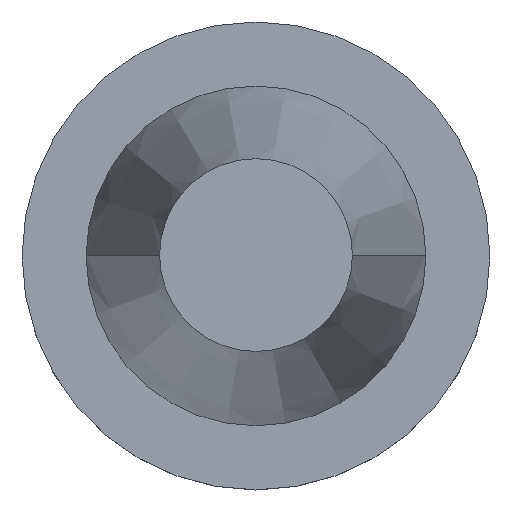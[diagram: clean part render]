
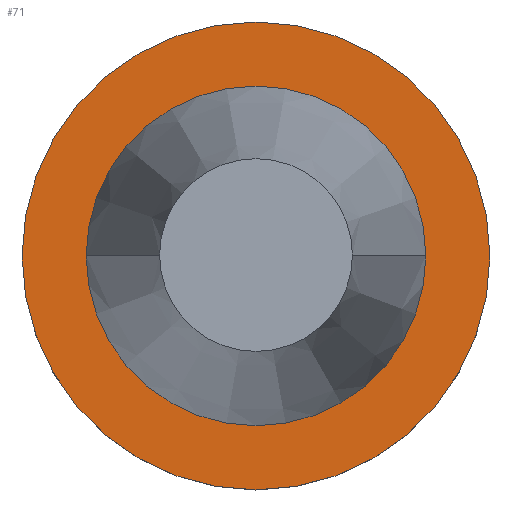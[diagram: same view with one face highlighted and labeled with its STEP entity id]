
A CAD part, top view. The second image highlights one B-rep face of the part: STEP entity #71.
In plain terms, the highlighted planar face has unit normal (0, 0, 1).
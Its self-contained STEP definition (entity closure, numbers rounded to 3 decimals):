
#71=ADVANCED_FACE('',(#92,#93),#88,.F.);
#88=PLANE('',#280);
#92=FACE_BOUND('',#114,.T.);
#93=FACE_BOUND('',#115,.T.);
#114=EDGE_LOOP('',(#142));
#115=EDGE_LOOP('',(#143,#144));
#142=ORIENTED_EDGE('',*,*,#210,.T.);
#143=ORIENTED_EDGE('',*,*,#211,.T.);
#144=ORIENTED_EDGE('',*,*,#212,.T.);
#190=VERTEX_POINT('',#401);
#191=VERTEX_POINT('',#403);
#192=VERTEX_POINT('',#404);
#210=EDGE_CURVE('',#190,#190,#234,.T.);
#211=EDGE_CURVE('',#191,#192,#235,.T.);
#212=EDGE_CURVE('',#192,#191,#236,.T.);
#234=CIRCLE('',#277,48.75);
#235=CIRCLE('',#278,35.392);
#236=CIRCLE('',#279,35.392);
#277=AXIS2_PLACEMENT_3D('',#400,#320,#321);
#278=AXIS2_PLACEMENT_3D('',#402,#322,#323);
#279=AXIS2_PLACEMENT_3D('',#405,#324,#325);
#280=AXIS2_PLACEMENT_3D('',#406,#326,#327);
#320=DIRECTION('',(0.,0.,1.));
#321=DIRECTION('',(-1.,0.,0.));
#322=DIRECTION('',(0.,0.,-1.));
#323=DIRECTION('',(-1.,0.,0.));
#324=DIRECTION('',(0.,0.,-1.));
#325=DIRECTION('',(-1.,0.,0.));
#326=DIRECTION('',(0.,0.,-1.));
#327=DIRECTION('',(-1.,0.,0.));
#400=CARTESIAN_POINT('',(-0.012,0.,-3.2));
#401=CARTESIAN_POINT('',(-48.762,0.,-3.2));
#402=CARTESIAN_POINT('',(-0.012,0.,-3.2));
#403=CARTESIAN_POINT('',(-35.403,0.,-3.2));
#404=CARTESIAN_POINT('',(35.38,0.,-3.2));
#405=CARTESIAN_POINT('',(-0.012,0.,-3.2));
#406=CARTESIAN_POINT('',(-0.012,-35.392,-3.2));
